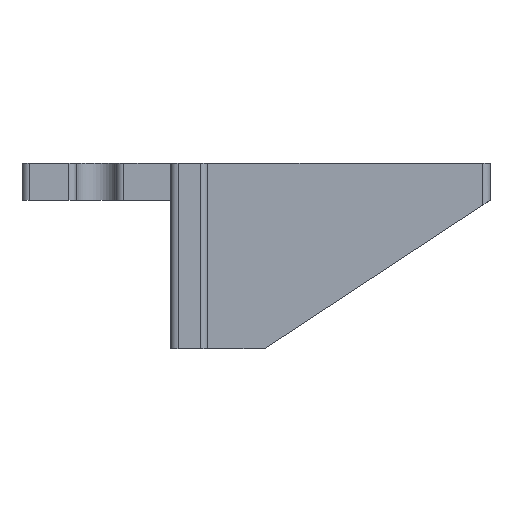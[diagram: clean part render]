
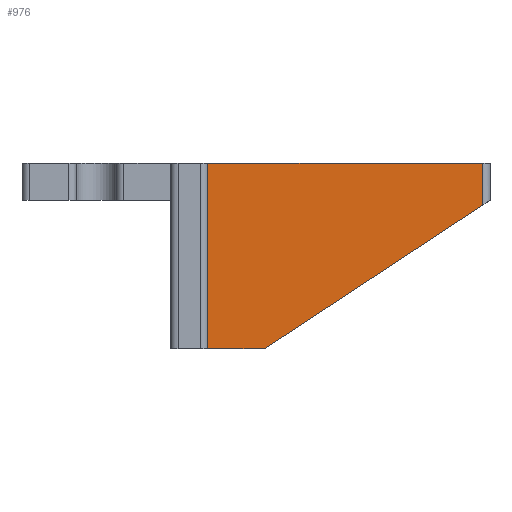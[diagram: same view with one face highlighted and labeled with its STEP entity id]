
A CAD part, left-side view. The second image highlights one B-rep face of the part: STEP entity #976.
In plain terms, the highlighted planar face has unit normal (-1, 0, 0).
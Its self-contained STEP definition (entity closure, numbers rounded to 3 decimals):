
#54=PLANE('',#1085);
#102=FACE_OUTER_BOUND('',#165,.T.);
#165=EDGE_LOOP('',(#885,#886,#887,#888,#889));
#183=LINE('',#1424,#276);
#226=LINE('',#1565,#319);
#245=LINE('',#1613,#338);
#246=LINE('',#1617,#339);
#260=LINE('',#1650,#353);
#276=VECTOR('',#1129,10.);
#319=VECTOR('',#1262,10.);
#338=VECTOR('',#1315,10.);
#339=VECTOR('',#1320,10.);
#353=VECTOR('',#1366,10.);
#420=VERTEX_POINT('',#1421);
#421=VERTEX_POINT('',#1423);
#474=VERTEX_POINT('',#1563);
#486=VERTEX_POINT('',#1612);
#487=VERTEX_POINT('',#1616);
#514=EDGE_CURVE('',#420,#421,#183,.T.);
#586=EDGE_CURVE('',#420,#474,#226,.T.);
#610=EDGE_CURVE('',#421,#486,#245,.T.);
#612=EDGE_CURVE('',#487,#486,#246,.T.);
#628=EDGE_CURVE('',#474,#487,#260,.T.);
#885=ORIENTED_EDGE('',*,*,#610,.F.);
#886=ORIENTED_EDGE('',*,*,#514,.F.);
#887=ORIENTED_EDGE('',*,*,#586,.T.);
#888=ORIENTED_EDGE('',*,*,#628,.T.);
#889=ORIENTED_EDGE('',*,*,#612,.T.);
#976=ADVANCED_FACE('',(#102),#54,.T.);
#1085=AXIS2_PLACEMENT_3D('',#1649,#1364,#1365);
#1129=DIRECTION('',(0.,-1.,0.));
#1262=DIRECTION('',(0.,0.,-1.));
#1315=DIRECTION('',(0.,0.,-1.));
#1320=DIRECTION('',(0.,-0.835,0.55));
#1364=DIRECTION('center_axis',(-1.,0.,0.));
#1365=DIRECTION('ref_axis',(0.,1.,0.));
#1366=DIRECTION('',(0.,-1.,0.));
#1421=CARTESIAN_POINT('',(-26.5,17.,5.));
#1423=CARTESIAN_POINT('',(-26.5,-20.,5.));
#1424=CARTESIAN_POINT('',(-26.5,16.313,5.));
#1563=CARTESIAN_POINT('',(-26.5,17.,-20.));
#1565=CARTESIAN_POINT('',(-26.5,17.,5.));
#1612=CARTESIAN_POINT('',(-26.5,-20.,-0.658));
#1613=CARTESIAN_POINT('',(-26.5,-20.,0.));
#1616=CARTESIAN_POINT('',(-26.5,9.4,-20.));
#1617=CARTESIAN_POINT('',(-26.5,-2.,-12.5));
#1649=CARTESIAN_POINT('Origin',(-26.5,-21.,0.));
#1650=CARTESIAN_POINT('',(-26.5,-8.479,-20.));
